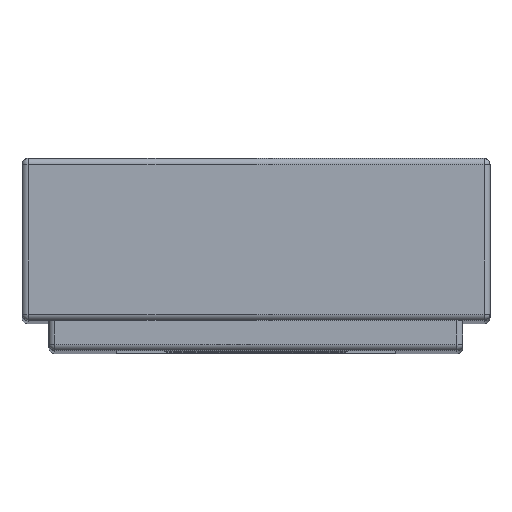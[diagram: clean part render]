
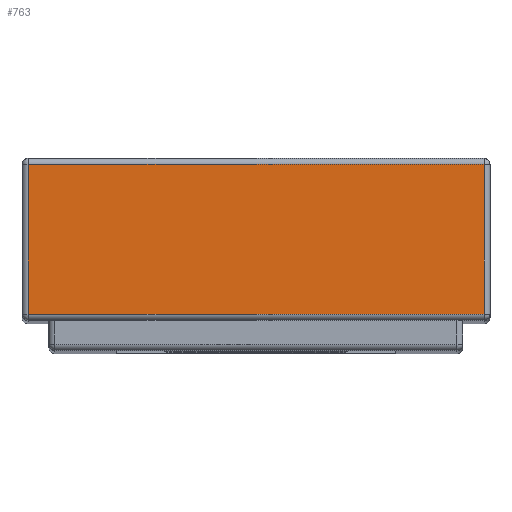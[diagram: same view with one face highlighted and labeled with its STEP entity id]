
A CAD part, top view. The second image highlights one B-rep face of the part: STEP entity #763.
In plain terms, the highlighted planar face has unit normal (0, 0, 1).
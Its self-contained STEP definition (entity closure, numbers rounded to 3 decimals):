
#44=LINE('',#1274,#98);
#47=LINE('',#1296,#101);
#49=LINE('',#1299,#103);
#56=LINE('',#1312,#110);
#98=VECTOR('',#1037,10.);
#101=VECTOR('',#1062,10.);
#103=VECTOR('',#1066,10.);
#110=VECTOR('',#1081,10.);
#145=PLANE('',#869);
#236=FACE_OUTER_BOUND('',#301,.T.);
#301=EDGE_LOOP('',(#673,#674,#675,#676));
#401=VERTEX_POINT('',#1262);
#402=VERTEX_POINT('',#1266);
#407=VERTEX_POINT('',#1282);
#412=VERTEX_POINT('',#1292);
#481=EDGE_CURVE('',#402,#401,#44,.T.);
#491=EDGE_CURVE('',#407,#412,#47,.T.);
#493=EDGE_CURVE('',#412,#402,#49,.T.);
#501=EDGE_CURVE('',#401,#407,#56,.T.);
#673=ORIENTED_EDGE('',*,*,#491,.F.);
#674=ORIENTED_EDGE('',*,*,#501,.F.);
#675=ORIENTED_EDGE('',*,*,#481,.F.);
#676=ORIENTED_EDGE('',*,*,#493,.F.);
#763=ADVANCED_FACE('',(#236),#145,.T.);
#869=AXIS2_PLACEMENT_3D('',#1327,#1102,#1103);
#1037=DIRECTION('',(0.,1.,0.));
#1062=DIRECTION('',(0.,-1.,0.));
#1066=DIRECTION('',(-1.,0.,0.));
#1081=DIRECTION('',(1.,0.,0.));
#1102=DIRECTION('center_axis',(0.,0.,1.));
#1103=DIRECTION('ref_axis',(1.,0.,0.));
#1262=CARTESIAN_POINT('',(-3.8,3.1,15.9));
#1266=CARTESIAN_POINT('',(-3.8,0.6,15.9));
#1274=CARTESIAN_POINT('',(-3.8,0.,15.9));
#1282=CARTESIAN_POINT('',(3.8,3.1,15.9));
#1292=CARTESIAN_POINT('',(3.8,0.6,15.9));
#1296=CARTESIAN_POINT('',(3.8,0.,15.9));
#1299=CARTESIAN_POINT('',(-1.95,0.6,15.9));
#1312=CARTESIAN_POINT('',(-1.95,3.1,15.9));
#1327=CARTESIAN_POINT('Origin',(-3.9,0.,15.9));
